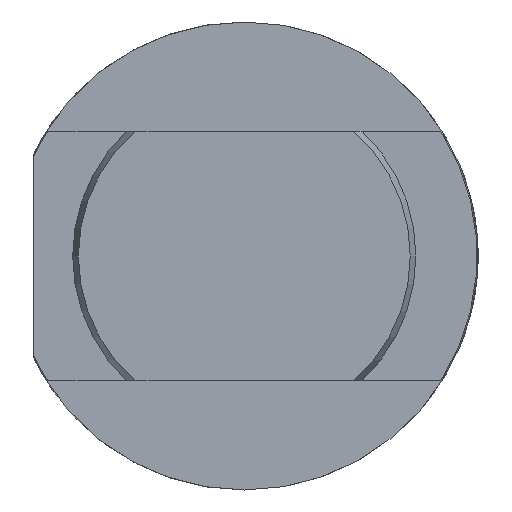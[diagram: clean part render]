
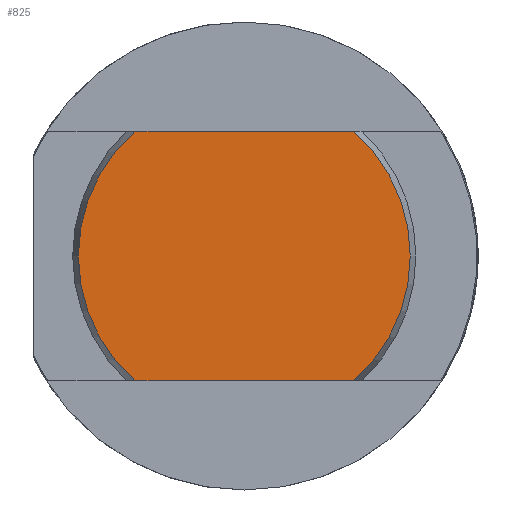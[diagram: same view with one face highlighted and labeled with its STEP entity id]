
A CAD part, left-side view. The second image highlights one B-rep face of the part: STEP entity #825.
In plain terms, the highlighted planar face has unit normal (-1, 0, 0).
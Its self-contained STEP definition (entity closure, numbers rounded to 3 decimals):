
#158 = ORIENTED_EDGE ( 'NONE', *, *, #2080, .T. ) ;
#159 = ORIENTED_EDGE ( 'NONE', *, *, #1782, .F. ) ;
#160 = ORIENTED_EDGE ( 'NONE', *, *, #1960, .T. ) ;
#161 = ORIENTED_EDGE ( 'NONE', *, *, #1990, .F. ) ;
#474 = EDGE_LOOP ( 'NONE', ( #158, #159, #160, #161 ) ) ;
#825 = ADVANCED_FACE ( 'NONE', ( #1505 ), #1049, .F. ) ;
#912 = VECTOR ( 'NONE', #3839, 1000. ) ;
#914 = LINE ( 'NONE', #3883, #912 ) ;
#1048 = CARTESIAN_POINT ( 'NONE',  ( 0., 0., 0. ) ) ;
#1049 = PLANE ( 'NONE',  #1912 ) ;
#1050 = DIRECTION ( 'NONE',  ( 1., 0., 0. ) ) ;
#1051 = DIRECTION ( 'NONE',  ( 0., 0., -1. ) ) ;
#1375 = VERTEX_POINT ( 'NONE', #2394 ) ;
#1376 = VERTEX_POINT ( 'NONE', #2467 ) ;
#1391 = VERTEX_POINT ( 'NONE', #2511 ) ;
#1393 = VERTEX_POINT ( 'NONE', #2347 ) ;
#1505 = FACE_OUTER_BOUND ( 'NONE', #474, .T. ) ;
#1782 = EDGE_CURVE ( 'NONE', #1391, #1376, #914, .T. ) ;
#1822 = AXIS2_PLACEMENT_3D ( 'NONE', #3295, #3296, #3297 ) ;
#1912 = AXIS2_PLACEMENT_3D ( 'NONE', #1048, #1050, #1051 ) ;
#1960 = EDGE_CURVE ( 'NONE', #1391, #1393, #2705, .T. ) ;
#1990 = EDGE_CURVE ( 'NONE', #1375, #1393, #2710, .T. ) ;
#2034 = AXIS2_PLACEMENT_3D ( 'NONE', #3167, #3168, #3169 ) ;
#2080 = EDGE_CURVE ( 'NONE', #1375, #1376, #2758, .T. ) ;
#2347 = CARTESIAN_POINT ( 'NONE',  ( 0., -7.009, 8. ) ) ;
#2394 = CARTESIAN_POINT ( 'NONE',  ( 0., 7.009, 8. ) ) ;
#2467 = CARTESIAN_POINT ( 'NONE',  ( 0., 7.009, -8. ) ) ;
#2511 = CARTESIAN_POINT ( 'NONE',  ( 0., -7.009, -8. ) ) ;
#2705 = CIRCLE ( 'NONE', #2034, 10.636 ) ;
#2710 = LINE ( 'NONE', #3191, #2713 ) ;
#2713 = VECTOR ( 'NONE', #3192, 1000. ) ;
#2758 = CIRCLE ( 'NONE', #1822, 10.636 ) ;
#3167 = CARTESIAN_POINT ( 'NONE',  ( 0., 0., 0. ) ) ;
#3168 = DIRECTION ( 'NONE',  ( -1., 0., 0. ) ) ;
#3169 = DIRECTION ( 'NONE',  ( 0., 0., -1. ) ) ;
#3191 = CARTESIAN_POINT ( 'NONE',  ( 0., 12.75, 8. ) ) ;
#3192 = DIRECTION ( 'NONE',  ( 0., -1., 0. ) ) ;
#3295 = CARTESIAN_POINT ( 'NONE',  ( 0., 0., 0. ) ) ;
#3296 = DIRECTION ( 'NONE',  ( -1., 0., 0. ) ) ;
#3297 = DIRECTION ( 'NONE',  ( 0., 0., -1. ) ) ;
#3839 = DIRECTION ( 'NONE',  ( 0., 1., 0. ) ) ;
#3883 = CARTESIAN_POINT ( 'NONE',  ( 0., 12.75, -8. ) ) ;
